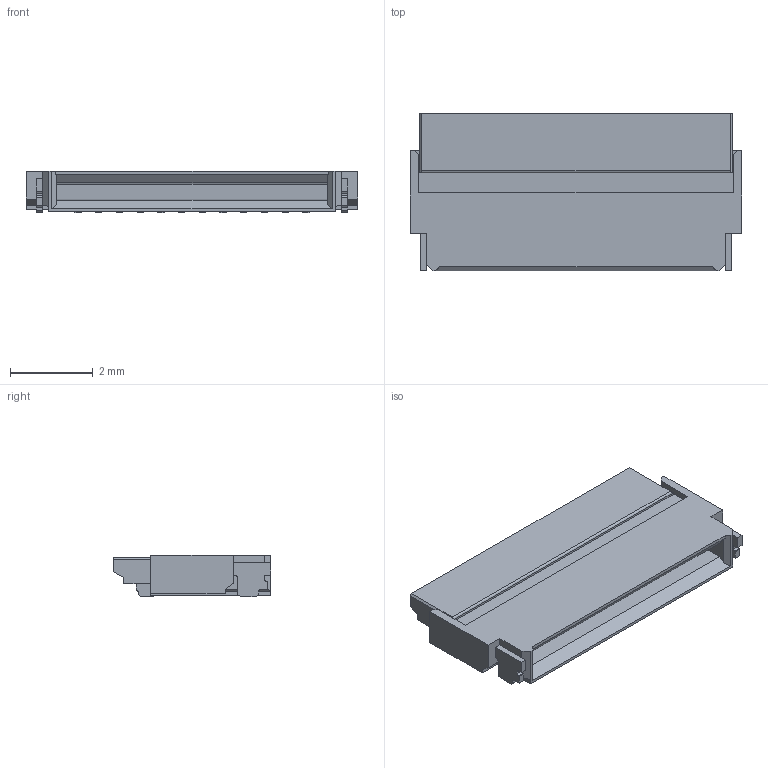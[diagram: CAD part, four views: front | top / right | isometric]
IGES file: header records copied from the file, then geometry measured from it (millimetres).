
Start section: Elysium IGES Interface
Global section: file name: FH34SRJ-12S-0.5SH.igs; native system: CoCreate Modeling 17.0  01-Apr-2010; preprocessor: CoCreate IGES_3D V2.2; author: Unknown; organization: Unknown; date: 20130509.132738; units: millimetre
Bounding box: 8 x 3.8 x 1 mm (x, y, z)
Volume: 21 mm3; surface area: 102.3 mm2
Topology: 1 solids, 1 shells, 289 faces, 821 edges, 536 vertices
Faces by surface type: bspline 289
